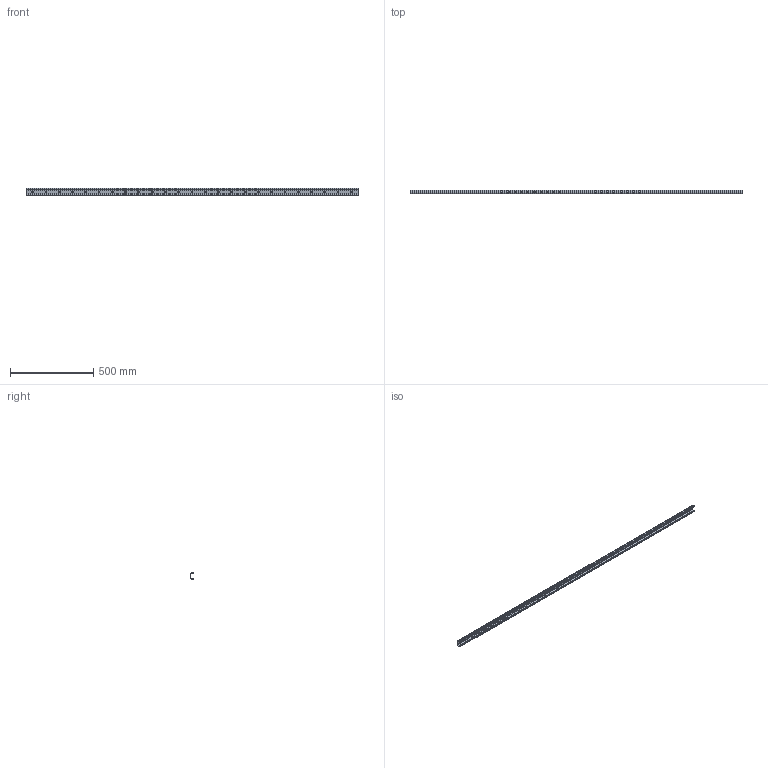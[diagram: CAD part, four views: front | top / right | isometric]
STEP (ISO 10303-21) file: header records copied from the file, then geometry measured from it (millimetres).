
FILE_DESCRIPTION (( 'STEP AP214' ), '1' );
FILE_NAME ('S-LBX 45-2000.STEP', '2023-11-14T08:13:11', ( '' ), ( '' ), 'SwSTEP 2.0', 'SolidWorks 2020', '' );
FILE_SCHEMA (( 'AUTOMOTIVE_DESIGN' ));
Length unit declared in the file: millimetre
Products named in the file (1): S-LBX 45-2000
Bounding box: 2000 x 22.67 x 45.14 mm (x, y, z)
Volume: 560230.7 mm3; surface area: 297263.2 mm2
Topology: 1 solids, 1 shells, 131 faces, 387 edges, 258 vertices
Faces by surface type: plane 66, cylinder 65
Entity records: 4545 total; most frequent: DIRECTION 781, CARTESIAN_POINT 777, ORIENTED_EDGE 774, EDGE_CURVE 387, AXIS2_PLACEMENT_3D 262, VERTEX_POINT 258, LINE 257, VECTOR 257
